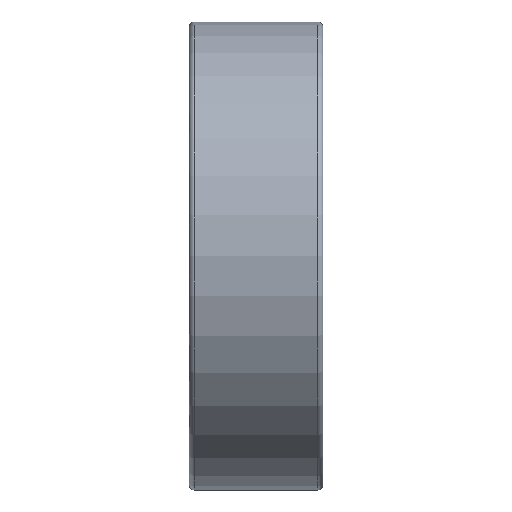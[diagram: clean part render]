
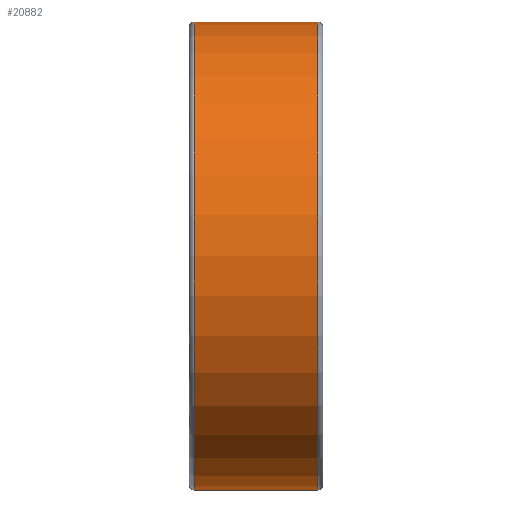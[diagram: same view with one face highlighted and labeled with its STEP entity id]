
A CAD part, top view. The second image highlights one B-rep face of the part: STEP entity #20882.
In plain terms, the highlighted cylindrical face has radius 14 mm (diameter 28 mm), a partial arc.
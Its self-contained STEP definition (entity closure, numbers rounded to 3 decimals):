
#10857=DIRECTION('',(-1.,0.,0.));
#10858=VECTOR('',#10857,7.4);
#10859=CARTESIAN_POINT('',(3.7,14.,0.));
#10860=LINE('',#10859,#10858);
#10864=DIRECTION('',(-1.,0.,0.));
#10865=VECTOR('',#10864,7.4);
#10866=CARTESIAN_POINT('',(3.7,-14.,0.));
#10867=LINE('',#10866,#10865);
#10879=CARTESIAN_POINT('',(3.7,0.,0.));
#10880=DIRECTION('',(1.,0.,0.));
#10881=DIRECTION('',(0.,1.,0.));
#10882=AXIS2_PLACEMENT_3D('',#10879,#10880,#10881);
#10887=CARTESIAN_POINT('',(-3.7,0.,0.));
#10888=DIRECTION('',(1.,0.,0.));
#10889=DIRECTION('',(0.,1.,0.));
#10890=AXIS2_PLACEMENT_3D('',#10887,#10888,#10889);
#17886=CARTESIAN_POINT('',(3.7,14.,0.));
#17887=CARTESIAN_POINT('',(-3.7,14.,0.));
#17888=VERTEX_POINT('',#17886);
#17889=VERTEX_POINT('',#17887);
#17898=CARTESIAN_POINT('',(3.7,-14.,0.));
#17899=CARTESIAN_POINT('',(-3.7,-14.,0.));
#17900=VERTEX_POINT('',#17898);
#17901=VERTEX_POINT('',#17899);
#20870=CARTESIAN_POINT('',(-4.4,0.,0.));
#20871=DIRECTION('',(1.,0.,0.));
#20872=DIRECTION('',(0.,-1.,0.));
#20873=AXIS2_PLACEMENT_3D('',#20870,#20871,#20872);
#20874=CYLINDRICAL_SURFACE('',#20873,14.);
#20875=ORIENTED_EDGE('',*,*,#20860,.F.);
#20876=ORIENTED_EDGE('',*,*,#20837,.T.);
#20877=ORIENTED_EDGE('',*,*,#20864,.T.);
#20879=ORIENTED_EDGE('',*,*,#20878,.F.);
#20880=EDGE_LOOP('',(#20875,#20876,#20877,#20879));
#20881=FACE_OUTER_BOUND('',#20880,.F.);
#10883=CIRCLE('',#10882,14.);
#10891=CIRCLE('',#10890,14.);
#20837=EDGE_CURVE('',#17888,#17900,#10883,.T.);
#20860=EDGE_CURVE('',#17888,#17889,#10860,.T.);
#20864=EDGE_CURVE('',#17900,#17901,#10867,.T.);
#20878=EDGE_CURVE('',#17889,#17901,#10891,.T.);
#20882=ADVANCED_FACE('',(#20881),#20874,.T.);
